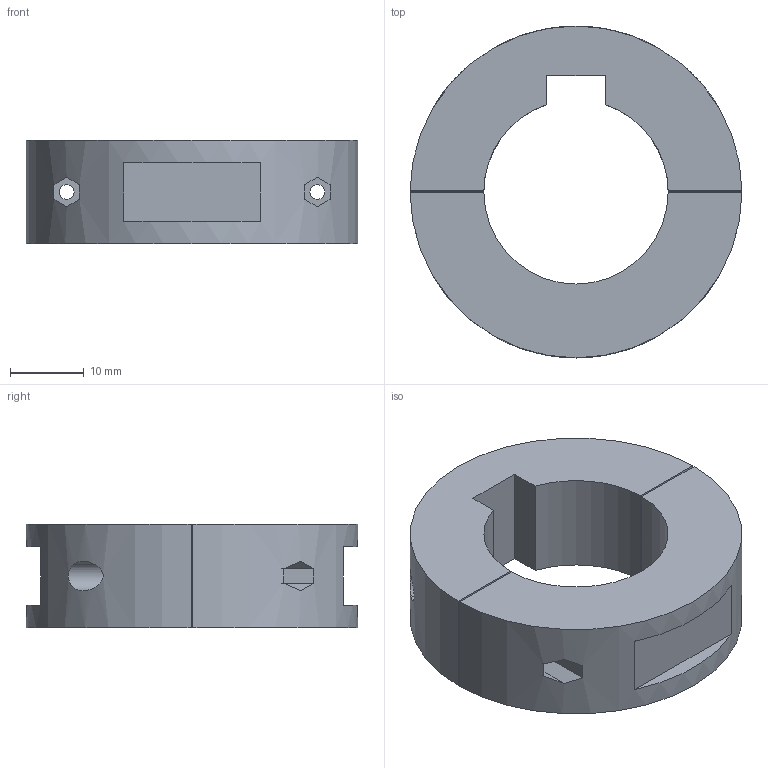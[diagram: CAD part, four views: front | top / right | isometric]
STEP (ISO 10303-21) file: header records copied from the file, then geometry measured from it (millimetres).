
FILE_DESCRIPTION (( 'STEP AP214' ), '1' );
FILE_NAME ('Rexnord-S0612-S0612-683812.step', '2019-01-29T13:01:12', ( '' ), ( '' ), 'SwSTEP 2.0', 'SolidWorks 2019', '' );
FILE_SCHEMA (( 'AUTOMOTIVE_DESIGN' ));
Length unit declared in the file: millimetre
Products named in the file (2): Rexnord-S0612-S0612-683812; S0612_683812
Assembly tree (1 placements, depth 2):
  Rexnord-S0612-S0612-683812
    S0612_683812
Bounding box: 45 x 45 x 14 mm (x, y, z)
Volume: 14015.3 mm3; surface area: 6511 mm2
Topology: 2 solids, 2 shells, 50 faces, 120 edges, 80 vertices
Faces by surface type: plane 33, cylinder 17
Entity records: 1643 total; most frequent: CARTESIAN_POINT 380, DIRECTION 250, ORIENTED_EDGE 240, EDGE_CURVE 120, AXIS2_PLACEMENT_3D 88, VERTEX_POINT 80, VECTOR 74, LINE 74
